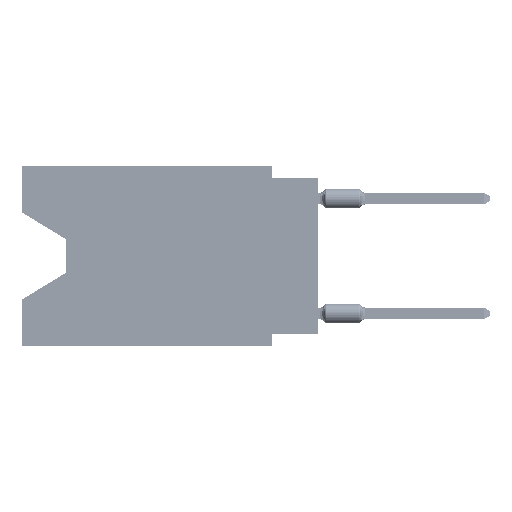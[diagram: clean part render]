
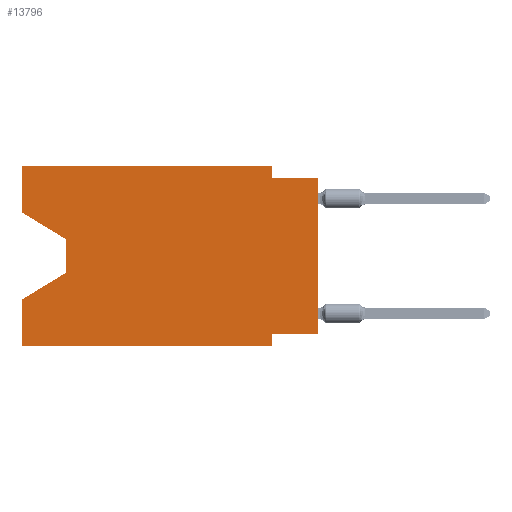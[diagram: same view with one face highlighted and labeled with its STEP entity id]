
A CAD part, left-side view. The second image highlights one B-rep face of the part: STEP entity #13796.
In plain terms, the highlighted planar face has unit normal (-1, 0, 0).
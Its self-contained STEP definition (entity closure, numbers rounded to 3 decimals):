
#67 = CARTESIAN_POINT ( 'NONE',  ( 0., 2.54, 0. ) ) ;
#956 = DIRECTION ( 'NONE',  ( 0., 1., 0. ) ) ;
#2098 = VECTOR ( 'NONE', #23248, 1000. ) ;
#2711 = EDGE_CURVE ( 'NONE', #47638, #27417, #3438, .T. ) ;
#3438 = LINE ( 'NONE', #17748, #34082 ) ;
#6084 = EDGE_CURVE ( 'NONE', #71518, #48706, #27847, .T. ) ;
#7143 = CARTESIAN_POINT ( 'NONE',  ( 0., 16.383, -7.36 ) ) ;
#7623 = VERTEX_POINT ( 'NONE', #47254 ) ;
#8713 = CARTESIAN_POINT ( 'NONE',  ( 0., 16.383, 0. ) ) ;
#8957 = LINE ( 'NONE', #23287, #66994 ) ;
#10610 = VECTOR ( 'NONE', #48621, 1000. ) ;
#10649 = LINE ( 'NONE', #23690, #49139 ) ;
#13796 = ADVANCED_FACE ( 'NONE', ( #27543 ), #14922, .F. ) ;
#14055 = DIRECTION ( 'NONE',  ( 1., 0., 0. ) ) ;
#14358 = LINE ( 'NONE', #61217, #49492 ) ;
#14455 = LINE ( 'NONE', #29206, #75600 ) ;
#14884 = VERTEX_POINT ( 'NONE', #44571 ) ;
#14922 = PLANE ( 'NONE',  #76159 ) ;
#15233 = ORIENTED_EDGE ( 'NONE', *, *, #47878, .T. ) ;
#16369 = VECTOR ( 'NONE', #54273, 1000. ) ;
#17129 = LINE ( 'NONE', #50496, #2098 ) ;
#17673 = VERTEX_POINT ( 'NONE', #70153 ) ;
#17748 = CARTESIAN_POINT ( 'NONE',  ( 0., 13.97, -5.893 ) ) ;
#18283 = EDGE_CURVE ( 'NONE', #7623, #76293, #31805, .T. ) ;
#20513 = LINE ( 'NONE', #60856, #64828 ) ;
#20713 = DIRECTION ( 'NONE',  ( 0., 0., -1. ) ) ;
#23248 = DIRECTION ( 'NONE',  ( 0., 0., 1. ) ) ;
#23287 = CARTESIAN_POINT ( 'NONE',  ( 0., 16.383, -2.546 ) ) ;
#23690 = CARTESIAN_POINT ( 'NONE',  ( 0., 16.383, 0. ) ) ;
#24169 = VERTEX_POINT ( 'NONE', #66084 ) ;
#26640 = CARTESIAN_POINT ( 'NONE',  ( 0., 0., -9.271 ) ) ;
#26714 = VECTOR ( 'NONE', #43615, 1000. ) ;
#27233 = CARTESIAN_POINT ( 'NONE',  ( 0., 13.97, -4.013 ) ) ;
#27417 = VERTEX_POINT ( 'NONE', #7143 ) ;
#27543 = FACE_OUTER_BOUND ( 'NONE', #28182, .T. ) ;
#27847 = LINE ( 'NONE', #41699, #16369 ) ;
#28011 = EDGE_CURVE ( 'NONE', #71518, #7623, #20513, .T. ) ;
#28182 = EDGE_LOOP ( 'NONE', ( #85824, #53089, #70193, #84216, #15233, #82324, #37078, #73223, #55283, #57693, #47887, #75163 ) ) ;
#29206 = CARTESIAN_POINT ( 'NONE',  ( 0., 2.54, 0. ) ) ;
#31805 = LINE ( 'NONE', #58269, #72517 ) ;
#32337 = EDGE_CURVE ( 'NONE', #14884, #71944, #8957, .T. ) ;
#34082 = VECTOR ( 'NONE', #36020, 1000. ) ;
#36020 = DIRECTION ( 'NONE',  ( 0., 0.855, -0.519 ) ) ;
#36306 = EDGE_CURVE ( 'NONE', #14884, #41079, #17129, .T. ) ;
#37078 = ORIENTED_EDGE ( 'NONE', *, *, #28011, .F. ) ;
#39984 = CARTESIAN_POINT ( 'NONE',  ( 0., 13.97, -4.013 ) ) ;
#40835 = DIRECTION ( 'NONE',  ( 0., -1., 0. ) ) ;
#40938 = DIRECTION ( 'NONE',  ( 0., 0., -1. ) ) ;
#41079 = VERTEX_POINT ( 'NONE', #81971 ) ;
#41168 = CARTESIAN_POINT ( 'NONE',  ( 0., 2.54, -9.906 ) ) ;
#41699 = CARTESIAN_POINT ( 'NONE',  ( 0., 0., 0. ) ) ;
#42399 = EDGE_CURVE ( 'NONE', #71944, #47638, #79757, .T. ) ;
#42518 = EDGE_CURVE ( 'NONE', #17673, #48706, #61911, .T. ) ;
#43615 = DIRECTION ( 'NONE',  ( 0., -1., 0. ) ) ;
#44571 = CARTESIAN_POINT ( 'NONE',  ( 0., 16.383, -2.546 ) ) ;
#46717 = CARTESIAN_POINT ( 'NONE',  ( 0., 0., -0.635 ) ) ;
#47026 = CARTESIAN_POINT ( 'NONE',  ( 0., 16.383, 0. ) ) ;
#47254 = CARTESIAN_POINT ( 'NONE',  ( 0., 2.54, -9.271 ) ) ;
#47638 = VERTEX_POINT ( 'NONE', #58208 ) ;
#47878 = EDGE_CURVE ( 'NONE', #24169, #76293, #14358, .T. ) ;
#47887 = ORIENTED_EDGE ( 'NONE', *, *, #66539, .F. ) ;
#48621 = DIRECTION ( 'NONE',  ( 0., 0., 1. ) ) ;
#48706 = VERTEX_POINT ( 'NONE', #69573 ) ;
#49139 = VECTOR ( 'NONE', #81149, 1000. ) ;
#49492 = VECTOR ( 'NONE', #40835, 1000. ) ;
#50496 = CARTESIAN_POINT ( 'NONE',  ( 0., 16.383, 0. ) ) ;
#51542 = VECTOR ( 'NONE', #20713, 1000. ) ;
#52215 = VERTEX_POINT ( 'NONE', #67 ) ;
#53089 = ORIENTED_EDGE ( 'NONE', *, *, #42399, .T. ) ;
#54273 = DIRECTION ( 'NONE',  ( 0., 0., 1. ) ) ;
#55283 = ORIENTED_EDGE ( 'NONE', *, *, #42518, .F. ) ;
#57693 = ORIENTED_EDGE ( 'NONE', *, *, #71636, .F. ) ;
#58208 = CARTESIAN_POINT ( 'NONE',  ( 0., 13.97, -5.893 ) ) ;
#58269 = CARTESIAN_POINT ( 'NONE',  ( 0., 2.54, -9.906 ) ) ;
#60856 = CARTESIAN_POINT ( 'NONE',  ( 0., 0., -9.271 ) ) ;
#61217 = CARTESIAN_POINT ( 'NONE',  ( 0., 16.383, -9.906 ) ) ;
#61911 = LINE ( 'NONE', #46717, #26714 ) ;
#64828 = VECTOR ( 'NONE', #956, 1000. ) ;
#66084 = CARTESIAN_POINT ( 'NONE',  ( 0., 16.383, -9.906 ) ) ;
#66539 = EDGE_CURVE ( 'NONE', #41079, #52215, #10649, .T. ) ;
#66994 = VECTOR ( 'NONE', #81056, 1000. ) ;
#69060 = LINE ( 'NONE', #8713, #10610 ) ;
#69573 = CARTESIAN_POINT ( 'NONE',  ( 0., 0., -0.635 ) ) ;
#70153 = CARTESIAN_POINT ( 'NONE',  ( 0., 2.54, -0.635 ) ) ;
#70193 = ORIENTED_EDGE ( 'NONE', *, *, #2711, .T. ) ;
#71518 = VERTEX_POINT ( 'NONE', #26640 ) ;
#71636 = EDGE_CURVE ( 'NONE', #52215, #17673, #14455, .T. ) ;
#71944 = VERTEX_POINT ( 'NONE', #39984 ) ;
#72517 = VECTOR ( 'NONE', #84787, 1000. ) ;
#73223 = ORIENTED_EDGE ( 'NONE', *, *, #6084, .T. ) ;
#73249 = EDGE_CURVE ( 'NONE', #24169, #27417, #69060, .T. ) ;
#73572 = DIRECTION ( 'NONE',  ( 0., 0., -1. ) ) ;
#75163 = ORIENTED_EDGE ( 'NONE', *, *, #36306, .F. ) ;
#75600 = VECTOR ( 'NONE', #40938, 1000. ) ;
#76159 = AXIS2_PLACEMENT_3D ( 'NONE', #47026, #14055, #73572 ) ;
#76293 = VERTEX_POINT ( 'NONE', #41168 ) ;
#79757 = LINE ( 'NONE', #27233, #51542 ) ;
#81056 = DIRECTION ( 'NONE',  ( 0., -0.855, -0.519 ) ) ;
#81149 = DIRECTION ( 'NONE',  ( 0., -1., 0. ) ) ;
#81971 = CARTESIAN_POINT ( 'NONE',  ( 0., 16.383, 0. ) ) ;
#82324 = ORIENTED_EDGE ( 'NONE', *, *, #18283, .F. ) ;
#84216 = ORIENTED_EDGE ( 'NONE', *, *, #73249, .F. ) ;
#84787 = DIRECTION ( 'NONE',  ( 0., 0., -1. ) ) ;
#85824 = ORIENTED_EDGE ( 'NONE', *, *, #32337, .T. ) ;
